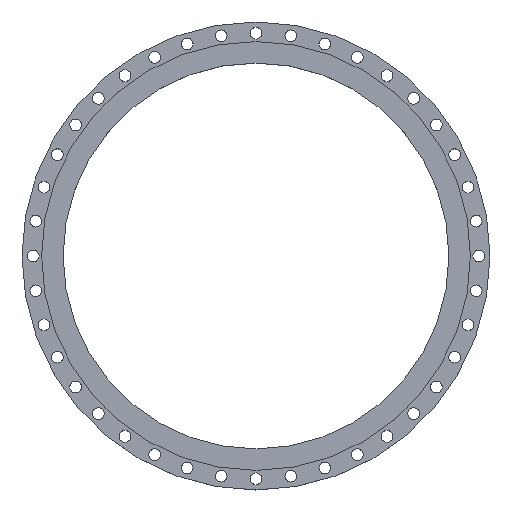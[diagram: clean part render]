
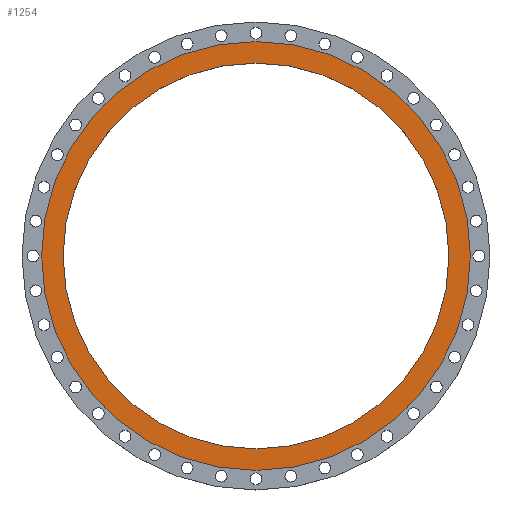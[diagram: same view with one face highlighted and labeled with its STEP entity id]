
A CAD part, top view. The second image highlights one B-rep face of the part: STEP entity #1254.
In plain terms, the highlighted planar face has unit normal (0, 0, 1).
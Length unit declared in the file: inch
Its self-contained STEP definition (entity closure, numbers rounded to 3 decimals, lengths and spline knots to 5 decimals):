
#242 = AXIS2_PLACEMENT_3D ( 'NONE', #3416, #1470, #3071 ) ;
#503 = ORIENTED_EDGE ( 'NONE', *, *, #1660, .F. ) ;
#588 = EDGE_CURVE ( 'NONE', #1391, #2796, #2745, .T. ) ;
#806 = EDGE_LOOP ( 'NONE', ( #2751, #1521 ) ) ;
#857 = CIRCLE ( 'NONE', #242, 16.3125 ) ;
#929 = CARTESIAN_POINT ( 'NONE',  ( 0., 0., 0. ) ) ;
#1008 = EDGE_CURVE ( 'NONE', #2796, #1391, #2981, .T. ) ;
#1231 = FACE_OUTER_BOUND ( 'NONE', #806, .T. ) ;
#1254 = ADVANCED_FACE ( 'NONE', ( #3351, #1231 ), #1773, .F. ) ;
#1302 = AXIS2_PLACEMENT_3D ( 'NONE', #2244, #3369, #2030 ) ;
#1307 = CARTESIAN_POINT ( 'NONE',  ( 0., 0., 0. ) ) ;
#1310 = DIRECTION ( 'NONE',  ( 1., 0., 0. ) ) ;
#1383 = CARTESIAN_POINT ( 'NONE',  ( 0., 0., 0. ) ) ;
#1391 = VERTEX_POINT ( 'NONE', #3301 ) ;
#1423 = EDGE_LOOP ( 'NONE', ( #1541, #503 ) ) ;
#1436 = DIRECTION ( 'NONE',  ( 1., 0., 0. ) ) ;
#1470 = DIRECTION ( 'NONE',  ( 0., 0., 1. ) ) ;
#1521 = ORIENTED_EDGE ( 'NONE', *, *, #1008, .T. ) ;
#1530 = DIRECTION ( 'NONE',  ( 1., 0., 0. ) ) ;
#1541 = ORIENTED_EDGE ( 'NONE', *, *, #2464, .F. ) ;
#1660 = EDGE_CURVE ( 'NONE', #2021, #2220, #857, .T. ) ;
#1687 = AXIS2_PLACEMENT_3D ( 'NONE', #1383, #3233, #1310 ) ;
#1773 = PLANE ( 'NONE',  #1302 ) ;
#2021 = VERTEX_POINT ( 'NONE', #2707 ) ;
#2030 = DIRECTION ( 'NONE',  ( -1., 0., 0. ) ) ;
#2220 = VERTEX_POINT ( 'NONE', #3316 ) ;
#2244 = CARTESIAN_POINT ( 'NONE',  ( 0., 16.3125, 0. ) ) ;
#2293 = AXIS2_PLACEMENT_3D ( 'NONE', #1307, #2863, #1530 ) ;
#2464 = EDGE_CURVE ( 'NONE', #2220, #2021, #3212, .T. ) ;
#2707 = CARTESIAN_POINT ( 'NONE',  ( -16.3125, 0., 0. ) ) ;
#2712 = CARTESIAN_POINT ( 'NONE',  ( -18.125, 0., 0. ) ) ;
#2745 = CIRCLE ( 'NONE', #1687, 18.125 ) ;
#2751 = ORIENTED_EDGE ( 'NONE', *, *, #588, .T. ) ;
#2796 = VERTEX_POINT ( 'NONE', #2712 ) ;
#2863 = DIRECTION ( 'NONE',  ( 0., 0., 1. ) ) ;
#2981 = CIRCLE ( 'NONE', #2293, 18.125 ) ;
#3048 = AXIS2_PLACEMENT_3D ( 'NONE', #929, #3357, #1436 ) ;
#3071 = DIRECTION ( 'NONE',  ( 1., 0., 0. ) ) ;
#3212 = CIRCLE ( 'NONE', #3048, 16.3125 ) ;
#3233 = DIRECTION ( 'NONE',  ( 0., 0., 1. ) ) ;
#3301 = CARTESIAN_POINT ( 'NONE',  ( 18.125, 0., 0. ) ) ;
#3316 = CARTESIAN_POINT ( 'NONE',  ( 16.3125, 0., 0. ) ) ;
#3351 = FACE_BOUND ( 'NONE', #1423, .T. ) ;
#3357 = DIRECTION ( 'NONE',  ( 0., 0., 1. ) ) ;
#3369 = DIRECTION ( 'NONE',  ( 0., 0., -1. ) ) ;
#3416 = CARTESIAN_POINT ( 'NONE',  ( 0., 0., 0. ) ) ;
